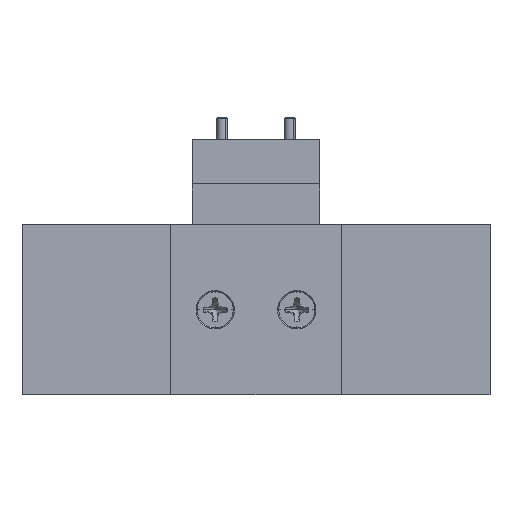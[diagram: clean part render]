
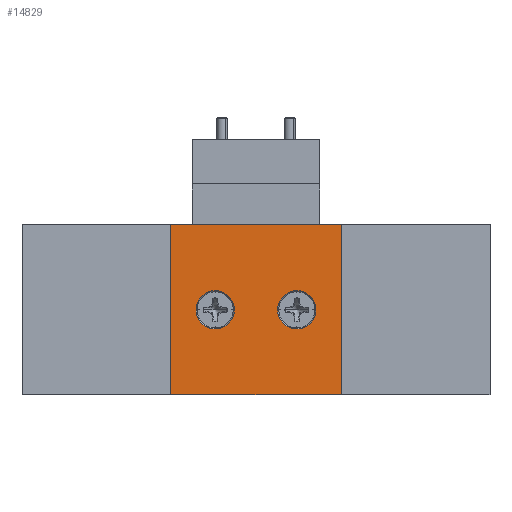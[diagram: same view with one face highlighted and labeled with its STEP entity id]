
A CAD part, front view. The second image highlights one B-rep face of the part: STEP entity #14829.
In plain terms, the highlighted planar face has unit normal (0, -1, 0).
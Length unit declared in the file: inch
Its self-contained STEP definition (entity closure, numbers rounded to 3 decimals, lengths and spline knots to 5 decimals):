
#710 = EDGE_CURVE ( 'NONE', #5175, #21932, #13342, .T. ) ;
#1489 = CARTESIAN_POINT ( 'NONE',  ( 0.5, -0.55, 0.5 ) ) ;
#3303 = DIRECTION ( 'NONE',  ( 0., -1., 0. ) ) ;
#3577 = LINE ( 'NONE', #17604, #18641 ) ;
#3841 = EDGE_CURVE ( 'NONE', #11776, #34695, #7402, .T. ) ;
#5130 = DIRECTION ( 'NONE',  ( 0., -1., 0. ) ) ;
#5175 = VERTEX_POINT ( 'NONE', #24754 ) ;
#5503 = ORIENTED_EDGE ( 'NONE', *, *, #31425, .T. ) ;
#5714 = VECTOR ( 'NONE', #34740, 39.37008 ) ;
#5728 = EDGE_CURVE ( 'NONE', #34695, #11776, #28781, .T. ) ;
#6028 = DIRECTION ( 'NONE',  ( 1., 0., 0. ) ) ;
#6430 = DIRECTION ( 'NONE',  ( 0., -1., 0. ) ) ;
#6910 = DIRECTION ( 'NONE',  ( 0., 0., -1. ) ) ;
#7255 = ORIENTED_EDGE ( 'NONE', *, *, #22441, .T. ) ;
#7402 = CIRCLE ( 'NONE', #21733, 0.1125 ) ;
#8100 = VERTEX_POINT ( 'NONE', #21427 ) ;
#8325 = FACE_BOUND ( 'NONE', #9649, .T. ) ;
#8608 = CARTESIAN_POINT ( 'NONE',  ( -0.5, -0.55, -0.5 ) ) ;
#9001 = ORIENTED_EDGE ( 'NONE', *, *, #710, .F. ) ;
#9649 = EDGE_LOOP ( 'NONE', ( #21515, #32232 ) ) ;
#9651 = AXIS2_PLACEMENT_3D ( 'NONE', #19431, #5130, #30744 ) ;
#10248 = DIRECTION ( 'NONE',  ( 0., 0., -1. ) ) ;
#11219 = AXIS2_PLACEMENT_3D ( 'NONE', #35038, #3303, #29191 ) ;
#11776 = VERTEX_POINT ( 'NONE', #13023 ) ;
#13023 = CARTESIAN_POINT ( 'NONE',  ( 0.24, -0.55, -0.1125 ) ) ;
#13342 = CIRCLE ( 'NONE', #9651, 0.1125 ) ;
#13386 = DIRECTION ( 'NONE',  ( 0., -1., 0. ) ) ;
#14829 = ADVANCED_FACE ( 'NONE', ( #22036, #8325, #35675 ), #32043, .F. ) ;
#15434 = CARTESIAN_POINT ( 'NONE',  ( -0.5, -0.55, 0.5 ) ) ;
#16311 = VERTEX_POINT ( 'NONE', #29654 ) ;
#16653 = CARTESIAN_POINT ( 'NONE',  ( 0.24, -0.55, 0. ) ) ;
#16658 = CARTESIAN_POINT ( 'NONE',  ( 0.24, -0.55, 0.1125 ) ) ;
#17558 = ORIENTED_EDGE ( 'NONE', *, *, #23686, .F. ) ;
#17604 = CARTESIAN_POINT ( 'NONE',  ( -0.5, -0.55, 0.5 ) ) ;
#18345 = LINE ( 'NONE', #1489, #37460 ) ;
#18520 = CIRCLE ( 'NONE', #11219, 0.1125 ) ;
#18641 = VECTOR ( 'NONE', #6028, 39.37008 ) ;
#19362 = EDGE_CURVE ( 'NONE', #24022, #8100, #3577, .T. ) ;
#19431 = CARTESIAN_POINT ( 'NONE',  ( -0.24, -0.55, 0. ) ) ;
#19789 = LINE ( 'NONE', #15434, #30272 ) ;
#19794 = CARTESIAN_POINT ( 'NONE',  ( -0.5, -0.55, 0.5 ) ) ;
#21427 = CARTESIAN_POINT ( 'NONE',  ( 0.5, -0.55, 0.5 ) ) ;
#21515 = ORIENTED_EDGE ( 'NONE', *, *, #3841, .F. ) ;
#21594 = CARTESIAN_POINT ( 'NONE',  ( -0.5, -0.55, -0.5 ) ) ;
#21733 = AXIS2_PLACEMENT_3D ( 'NONE', #23858, #6430, #29745 ) ;
#21796 = EDGE_CURVE ( 'NONE', #21932, #5175, #18520, .T. ) ;
#21932 = VERTEX_POINT ( 'NONE', #24319 ) ;
#22036 = FACE_BOUND ( 'NONE', #26396, .T. ) ;
#22387 = AXIS2_PLACEMENT_3D ( 'NONE', #16653, #13386, #28290 ) ;
#22441 = EDGE_CURVE ( 'NONE', #27629, #16311, #35791, .T. ) ;
#23686 = EDGE_CURVE ( 'NONE', #8100, #16311, #18345, .T. ) ;
#23858 = CARTESIAN_POINT ( 'NONE',  ( 0.24, -0.55, 0. ) ) ;
#24022 = VERTEX_POINT ( 'NONE', #19794 ) ;
#24319 = CARTESIAN_POINT ( 'NONE',  ( -0.24, -0.55, 0.1125 ) ) ;
#24754 = CARTESIAN_POINT ( 'NONE',  ( -0.24, -0.55, -0.1125 ) ) ;
#26396 = EDGE_LOOP ( 'NONE', ( #9001, #34191 ) ) ;
#27629 = VERTEX_POINT ( 'NONE', #21594 ) ;
#28290 = DIRECTION ( 'NONE',  ( 0., 0., -1. ) ) ;
#28605 = AXIS2_PLACEMENT_3D ( 'NONE', #35101, #37744, #29005 ) ;
#28781 = CIRCLE ( 'NONE', #22387, 0.1125 ) ;
#29005 = DIRECTION ( 'NONE',  ( 0., 0., 1. ) ) ;
#29191 = DIRECTION ( 'NONE',  ( 0., 0., -1. ) ) ;
#29654 = CARTESIAN_POINT ( 'NONE',  ( 0.5, -0.55, -0.5 ) ) ;
#29735 = ORIENTED_EDGE ( 'NONE', *, *, #19362, .F. ) ;
#29745 = DIRECTION ( 'NONE',  ( 0., 0., -1. ) ) ;
#30272 = VECTOR ( 'NONE', #6910, 39.37008 ) ;
#30744 = DIRECTION ( 'NONE',  ( 0., 0., -1. ) ) ;
#31425 = EDGE_CURVE ( 'NONE', #24022, #27629, #19789, .T. ) ;
#32043 = PLANE ( 'NONE',  #28605 ) ;
#32232 = ORIENTED_EDGE ( 'NONE', *, *, #5728, .F. ) ;
#34191 = ORIENTED_EDGE ( 'NONE', *, *, #21796, .F. ) ;
#34695 = VERTEX_POINT ( 'NONE', #16658 ) ;
#34740 = DIRECTION ( 'NONE',  ( 1., 0., 0. ) ) ;
#35038 = CARTESIAN_POINT ( 'NONE',  ( -0.24, -0.55, 0. ) ) ;
#35101 = CARTESIAN_POINT ( 'NONE',  ( -0.5, -0.55, 0.5 ) ) ;
#35675 = FACE_OUTER_BOUND ( 'NONE', #37675, .T. ) ;
#35791 = LINE ( 'NONE', #8608, #5714 ) ;
#37460 = VECTOR ( 'NONE', #10248, 39.37008 ) ;
#37675 = EDGE_LOOP ( 'NONE', ( #7255, #17558, #29735, #5503 ) ) ;
#37744 = DIRECTION ( 'NONE',  ( 0., 1., 0. ) ) ;
